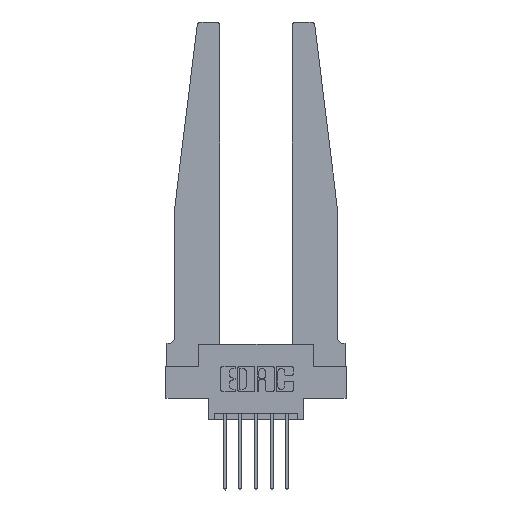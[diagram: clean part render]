
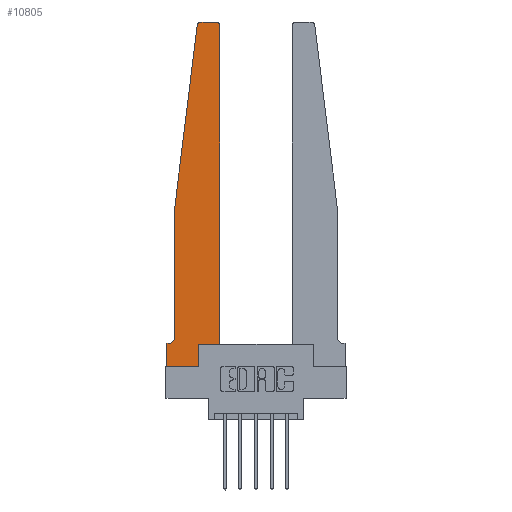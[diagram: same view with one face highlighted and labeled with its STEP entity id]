
A CAD part, top view. The second image highlights one B-rep face of the part: STEP entity #10805.
In plain terms, the highlighted planar face has unit normal (0, 0, 1).
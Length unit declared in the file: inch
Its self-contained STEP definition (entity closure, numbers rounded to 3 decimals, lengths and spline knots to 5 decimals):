
#162 = VECTOR ( 'NONE', #2204, 39.37008 ) ;
#233 = VERTEX_POINT ( 'NONE', #7280 ) ;
#404 = CARTESIAN_POINT ( 'NONE',  ( 0.2605, 0., 0.37 ) ) ;
#607 = EDGE_CURVE ( 'NONE', #9153, #1343, #4819, .T. ) ;
#814 = DIRECTION ( 'NONE',  ( 0., -1., 0. ) ) ;
#952 = CARTESIAN_POINT ( 'NONE',  ( 0.425, 0.18, 0.37 ) ) ;
#1201 = CARTESIAN_POINT ( 'NONE',  ( 0., 0., 0.37 ) ) ;
#1336 = VERTEX_POINT ( 'NONE', #13127 ) ;
#1343 = VERTEX_POINT ( 'NONE', #6051 ) ;
#1499 = VERTEX_POINT ( 'NONE', #12538 ) ;
#1669 = CARTESIAN_POINT ( 'NONE',  ( 0., 0.1875, 0.37 ) ) ;
#1751 = DIRECTION ( 'NONE',  ( 1., 0., 0. ) ) ;
#1776 = VECTOR ( 'NONE', #814, 39.37008 ) ;
#1829 = DIRECTION ( 'NONE',  ( 0., 0., -1. ) ) ;
#2064 = EDGE_CURVE ( 'NONE', #5115, #233, #7175, .T. ) ;
#2105 = VECTOR ( 'NONE', #12966, 39.37008 ) ;
#2192 = CARTESIAN_POINT ( 'NONE',  ( 0.425, 0.18, 0.37 ) ) ;
#2204 = DIRECTION ( 'NONE',  ( -1., 0., 0. ) ) ;
#2355 = LINE ( 'NONE', #12973, #1776 ) ;
#2559 = VECTOR ( 'NONE', #10547, 39.37008 ) ;
#2619 = CARTESIAN_POINT ( 'NONE',  ( 0.065, 1.25, 0.37 ) ) ;
#2720 = AXIS2_PLACEMENT_3D ( 'NONE', #4450, #11539, #5486 ) ;
#2729 = FACE_OUTER_BOUND ( 'NONE', #8891, .T. ) ;
#2733 = DIRECTION ( 'NONE',  ( 0., 1., 0. ) ) ;
#3164 = VECTOR ( 'NONE', #2733, 39.37008 ) ;
#3349 = CARTESIAN_POINT ( 'NONE',  ( 0., 0.1875, 0.37 ) ) ;
#3360 = DIRECTION ( 'NONE',  ( 1., 0., 0. ) ) ;
#3396 = EDGE_CURVE ( 'NONE', #1336, #5115, #11398, .T. ) ;
#3761 = PLANE ( 'NONE',  #13039 ) ;
#3958 = EDGE_CURVE ( 'NONE', #233, #9153, #6123, .T. ) ;
#4077 = CARTESIAN_POINT ( 'NONE',  ( 0.27653, 2.72, 0.37 ) ) ;
#4199 = CARTESIAN_POINT ( 'NONE',  ( 0.425, 0.18, 0.37 ) ) ;
#4450 = CARTESIAN_POINT ( 'NONE',  ( 0.395, 2.72, 0.37 ) ) ;
#4466 = VECTOR ( 'NONE', #11324, 39.37008 ) ;
#4709 = ORIENTED_EDGE ( 'NONE', *, *, #3958, .T. ) ;
#4783 = DIRECTION ( 'NONE',  ( 1., 0., 0. ) ) ;
#4793 = ORIENTED_EDGE ( 'NONE', *, *, #11075, .T. ) ;
#4819 = LINE ( 'NONE', #4855, #2105 ) ;
#4855 = CARTESIAN_POINT ( 'NONE',  ( 0.25, 2.75, 0.37 ) ) ;
#5097 = DIRECTION ( 'NONE',  ( 1., 0., 0. ) ) ;
#5115 = VERTEX_POINT ( 'NONE', #952 ) ;
#5240 = ORIENTED_EDGE ( 'NONE', *, *, #10834, .T. ) ;
#5286 = EDGE_CURVE ( 'NONE', #9044, #7461, #5624, .T. ) ;
#5366 = ORIENTED_EDGE ( 'NONE', *, *, #7109, .T. ) ;
#5486 = DIRECTION ( 'NONE',  ( 1., 0., 0. ) ) ;
#5624 = LINE ( 'NONE', #11338, #162 ) ;
#5766 = CARTESIAN_POINT ( 'NONE',  ( 0.2605, 0.18, 0.37 ) ) ;
#5887 = LINE ( 'NONE', #5766, #3164 ) ;
#6051 = CARTESIAN_POINT ( 'NONE',  ( 0.27653, 2.75, 0.37 ) ) ;
#6087 = EDGE_CURVE ( 'NONE', #6127, #9044, #8134, .T. ) ;
#6123 = CIRCLE ( 'NONE', #2720, 0.03 ) ;
#6127 = VERTEX_POINT ( 'NONE', #9985 ) ;
#6281 = ORIENTED_EDGE ( 'NONE', *, *, #9968, .T. ) ;
#6583 = VECTOR ( 'NONE', #10001, 39.37008 ) ;
#6984 = VERTEX_POINT ( 'NONE', #2619 ) ;
#7109 = EDGE_CURVE ( 'NONE', #6984, #6127, #2355, .T. ) ;
#7117 = ORIENTED_EDGE ( 'NONE', *, *, #6087, .T. ) ;
#7175 = LINE ( 'NONE', #2192, #4466 ) ;
#7176 = EDGE_CURVE ( 'NONE', #7461, #9651, #9580, .T. ) ;
#7280 = CARTESIAN_POINT ( 'NONE',  ( 0.425, 2.72, 0.37 ) ) ;
#7285 = ORIENTED_EDGE ( 'NONE', *, *, #3396, .T. ) ;
#7461 = VERTEX_POINT ( 'NONE', #3349 ) ;
#7817 = LINE ( 'NONE', #11866, #10170 ) ;
#7916 = CARTESIAN_POINT ( 'NONE',  ( 0.015, 0.2375, 0.37 ) ) ;
#8134 = CIRCLE ( 'NONE', #12757, 0.05 ) ;
#8311 = ORIENTED_EDGE ( 'NONE', *, *, #2064, .T. ) ;
#8347 = CARTESIAN_POINT ( 'NONE',  ( 0.015, 0.1875, 0.37 ) ) ;
#8523 = CARTESIAN_POINT ( 'NONE',  ( 0.395, 2.75, 0.37 ) ) ;
#8726 = VECTOR ( 'NONE', #3360, 39.37008 ) ;
#8890 = EDGE_CURVE ( 'NONE', #1343, #1499, #12223, .T. ) ;
#8891 = EDGE_LOOP ( 'NONE', ( #11673, #9175, #4793, #5366, #7117, #13065, #9704, #5240, #6281, #7285, #8311, #4709 ) ) ;
#8948 = DIRECTION ( 'NONE',  ( -1., 0., 0. ) ) ;
#9044 = VERTEX_POINT ( 'NONE', #8347 ) ;
#9153 = VERTEX_POINT ( 'NONE', #8523 ) ;
#9175 = ORIENTED_EDGE ( 'NONE', *, *, #8890, .T. ) ;
#9203 = CARTESIAN_POINT ( 'NONE',  ( 0.065, 1.25, 0.37 ) ) ;
#9580 = LINE ( 'NONE', #13013, #6583 ) ;
#9651 = VERTEX_POINT ( 'NONE', #1201 ) ;
#9704 = ORIENTED_EDGE ( 'NONE', *, *, #7176, .T. ) ;
#9802 = AXIS2_PLACEMENT_3D ( 'NONE', #4077, #11168, #5097 ) ;
#9833 = VERTEX_POINT ( 'NONE', #404 ) ;
#9968 = EDGE_CURVE ( 'NONE', #9833, #1336, #5887, .T. ) ;
#9985 = CARTESIAN_POINT ( 'NONE',  ( 0.065, 0.2375, 0.37 ) ) ;
#10001 = DIRECTION ( 'NONE',  ( 0., -1., 0. ) ) ;
#10170 = VECTOR ( 'NONE', #1751, 39.37008 ) ;
#10547 = DIRECTION ( 'NONE',  ( -0.122, -0.992, 0. ) ) ;
#10805 = ADVANCED_FACE ( 'NONE', ( #2729 ), #3761, .T. ) ;
#10834 = EDGE_CURVE ( 'NONE', #9651, #9833, #7817, .T. ) ;
#10856 = DIRECTION ( 'NONE',  ( 0., 0., 1. ) ) ;
#11075 = EDGE_CURVE ( 'NONE', #1499, #6984, #12714, .T. ) ;
#11168 = DIRECTION ( 'NONE',  ( 0., 0., 1. ) ) ;
#11324 = DIRECTION ( 'NONE',  ( 0., 1., 0. ) ) ;
#11338 = CARTESIAN_POINT ( 'NONE',  ( 0.065, 0.1875, 0.37 ) ) ;
#11398 = LINE ( 'NONE', #4199, #8726 ) ;
#11539 = DIRECTION ( 'NONE',  ( 0., 0., 1. ) ) ;
#11673 = ORIENTED_EDGE ( 'NONE', *, *, #607, .T. ) ;
#11866 = CARTESIAN_POINT ( 'NONE',  ( 0., 0., 0.37 ) ) ;
#12223 = CIRCLE ( 'NONE', #9802, 0.03 ) ;
#12538 = CARTESIAN_POINT ( 'NONE',  ( 0.24675, 2.72367, 0.37 ) ) ;
#12714 = LINE ( 'NONE', #9203, #2559 ) ;
#12757 = AXIS2_PLACEMENT_3D ( 'NONE', #7916, #1829, #8948 ) ;
#12966 = DIRECTION ( 'NONE',  ( -1., 0., 0. ) ) ;
#12973 = CARTESIAN_POINT ( 'NONE',  ( 0.065, 1.25, 0.37 ) ) ;
#13013 = CARTESIAN_POINT ( 'NONE',  ( 0., 0., 0.37 ) ) ;
#13039 = AXIS2_PLACEMENT_3D ( 'NONE', #1669, #10856, #4783 ) ;
#13065 = ORIENTED_EDGE ( 'NONE', *, *, #5286, .T. ) ;
#13127 = CARTESIAN_POINT ( 'NONE',  ( 0.2605, 0.18, 0.37 ) ) ;
